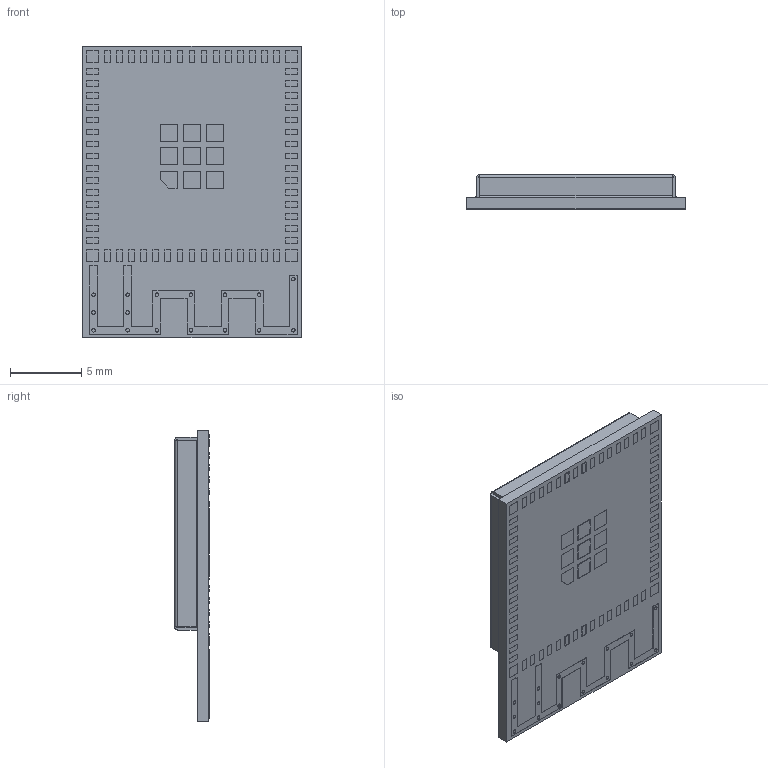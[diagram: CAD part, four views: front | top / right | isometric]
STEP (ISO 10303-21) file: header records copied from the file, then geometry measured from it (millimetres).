
FILE_DESCRIPTION(/* description */ ('STEP AP242','CAx-IF Rec.Pracs.---Representation and Presentation of Product Manufacturing Information (PMI)---4.0---2014-10-13','CAx-IF Rec.Pracs.---3D Tessellated Geometry---0.4---2014-09-14','2;1'),/* implementation_level */ '2;1');
FILE_NAME(/* name */ '66bbfbdc716243088234325a',/* time_stamp */ '2024-08-14T00:35:41Z',/* author */ (''),/* organization */ (''),/* preprocessor_version */ 'ST-DEVELOPER v20',/* originating_system */ ' ',/* authorisation */ ' ');
FILE_SCHEMA (('AP242_MANAGED_MODEL_BASED_3D_ENGINEERING_MIM_LF { 1 0 10303 442 1 1 4 }'));
Products named in the file (1): E9EB1E3F-C2AE-4070-B47E-EB804548E413
Bounding box: 15.4 x 2.42 x 20.5 mm (x, y, z)
Volume: 306.3 mm3; surface area: 1208.9 mm2
Topology: 1 solids, 1 shells, 1857 faces, 5154 edges, 3436 vertices
Faces by surface type: plane 1657, bspline 171, cylinder 29
Full cylindrical faces by diameter (mm): 0.25 x16, 0.5 x1
Entity records: 64553 total; most frequent: CARTESIAN_POINT 16644, ORIENTED_EDGE 10274, DIRECTION 8219, EDGE_CURVE 5137, LINE 4729, VECTOR 4729, VERTEX_POINT 3436, EDGE_LOOP 2019
